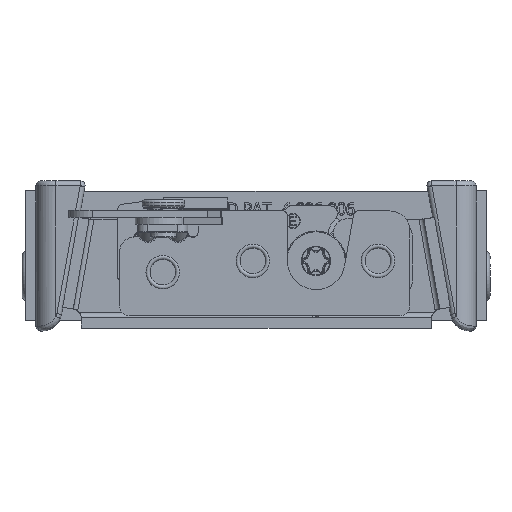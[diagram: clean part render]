
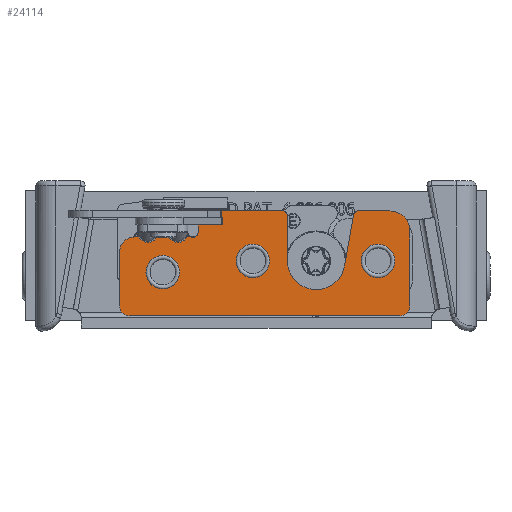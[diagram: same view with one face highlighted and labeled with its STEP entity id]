
A CAD part, top view. The second image highlights one B-rep face of the part: STEP entity #24114.
In plain terms, the highlighted face is planar.
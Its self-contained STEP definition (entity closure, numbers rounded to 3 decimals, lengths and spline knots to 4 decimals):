
#240=ELLIPSE('',#25804,0.2425,0.1715);
#242=ELLIPSE('',#25807,0.2425,0.1715);
#416=FACE_BOUND('',#4462,.T.);
#417=FACE_BOUND('',#4463,.T.);
#418=FACE_BOUND('',#4464,.T.);
#774=PLANE('',#25806);
#2979=FACE_OUTER_BOUND('',#4461,.T.);
#4461=EDGE_LOOP('',(#18590,#18591,#18592,#18593,#18594,#18595,#18596,#18597,
#18598,#18599,#18600,#18601,#18602,#18603,#18604,#18605,#18606,#18607,#18608,
#18609,#18610,#18611,#18612,#18613));
#4462=EDGE_LOOP('',(#18614));
#4463=EDGE_LOOP('',(#18615));
#4464=EDGE_LOOP('',(#18616));
#6302=LINE('',#38112,#8209);
#6303=LINE('',#38116,#8210);
#6304=LINE('',#38118,#8211);
#6305=LINE('',#38120,#8212);
#6306=LINE('',#38124,#8213);
#6307=LINE('',#38128,#8214);
#6308=LINE('',#38132,#8215);
#6309=LINE('',#38136,#8216);
#6310=LINE('',#38140,#8217);
#6311=LINE('',#38144,#8218);
#6312=LINE('',#38148,#8219);
#6313=LINE('',#38152,#8220);
#6314=LINE('',#38155,#8221);
#8209=VECTOR('',#28847,0.3937);
#8210=VECTOR('',#28850,0.3937);
#8211=VECTOR('',#28851,0.3937);
#8212=VECTOR('',#28852,0.3937);
#8213=VECTOR('',#28855,0.3937);
#8214=VECTOR('',#28858,0.3937);
#8215=VECTOR('',#28861,0.3937);
#8216=VECTOR('',#28864,0.3937);
#8217=VECTOR('',#28867,0.3937);
#8218=VECTOR('',#28870,0.3937);
#8219=VECTOR('',#28873,0.3937);
#8220=VECTOR('',#28876,0.3937);
#8221=VECTOR('',#28879,0.3937);
#9428=CIRCLE('',#25808,0.1875);
#9429=CIRCLE('',#25809,0.125);
#9430=CIRCLE('',#25810,0.125);
#9431=CIRCLE('',#25811,0.25);
#9432=CIRCLE('',#25812,0.06);
#9433=CIRCLE('',#25813,0.36);
#9434=CIRCLE('',#25814,0.06);
#9435=CIRCLE('',#25815,0.125);
#9436=CIRCLE('',#25816,0.065);
#9437=CIRCLE('',#25817,0.2);
#9438=CIRCLE('',#25818,0.2);
#9439=CIRCLE('',#25819,0.2);
#10948=VERTEX_POINT('',#37992);
#10953=VERTEX_POINT('',#38056);
#10955=VERTEX_POINT('',#38111);
#10956=VERTEX_POINT('',#38113);
#10957=VERTEX_POINT('',#38115);
#10958=VERTEX_POINT('',#38117);
#10959=VERTEX_POINT('',#38119);
#10960=VERTEX_POINT('',#38121);
#10961=VERTEX_POINT('',#38123);
#10962=VERTEX_POINT('',#38125);
#10963=VERTEX_POINT('',#38127);
#10964=VERTEX_POINT('',#38129);
#10965=VERTEX_POINT('',#38131);
#10966=VERTEX_POINT('',#38133);
#10967=VERTEX_POINT('',#38135);
#10968=VERTEX_POINT('',#38137);
#10969=VERTEX_POINT('',#38139);
#10970=VERTEX_POINT('',#38141);
#10971=VERTEX_POINT('',#38143);
#10972=VERTEX_POINT('',#38145);
#10973=VERTEX_POINT('',#38147);
#10974=VERTEX_POINT('',#38149);
#10975=VERTEX_POINT('',#38151);
#10976=VERTEX_POINT('',#38153);
#10977=VERTEX_POINT('',#38156);
#10978=VERTEX_POINT('',#38158);
#10979=VERTEX_POINT('',#38160);
#13742=EDGE_CURVE('',#10948,#10953,#240,.T.);
#13744=EDGE_CURVE('',#10955,#10948,#6302,.T.);
#13745=EDGE_CURVE('',#10956,#10955,#242,.T.);
#13746=EDGE_CURVE('',#10957,#10956,#6303,.T.);
#13747=EDGE_CURVE('',#10958,#10957,#6304,.T.);
#13748=EDGE_CURVE('',#10959,#10958,#6305,.T.);
#13749=EDGE_CURVE('',#10960,#10959,#9428,.T.);
#13750=EDGE_CURVE('',#10961,#10960,#6306,.T.);
#13751=EDGE_CURVE('',#10962,#10961,#9429,.T.);
#13752=EDGE_CURVE('',#10963,#10962,#6307,.T.);
#13753=EDGE_CURVE('',#10964,#10963,#9430,.T.);
#13754=EDGE_CURVE('',#10965,#10964,#6308,.T.);
#13755=EDGE_CURVE('',#10966,#10965,#9431,.T.);
#13756=EDGE_CURVE('',#10967,#10966,#6309,.T.);
#13757=EDGE_CURVE('',#10968,#10967,#9432,.T.);
#13758=EDGE_CURVE('',#10969,#10968,#6310,.T.);
#13759=EDGE_CURVE('',#10970,#10969,#9433,.T.);
#13760=EDGE_CURVE('',#10971,#10970,#6311,.T.);
#13761=EDGE_CURVE('',#10972,#10971,#9434,.T.);
#13762=EDGE_CURVE('',#10973,#10972,#6312,.T.);
#13763=EDGE_CURVE('',#10974,#10973,#9435,.T.);
#13764=EDGE_CURVE('',#10975,#10974,#6313,.T.);
#13765=EDGE_CURVE('',#10976,#10975,#9436,.T.);
#13766=EDGE_CURVE('',#10953,#10976,#6314,.T.);
#13767=EDGE_CURVE('',#10977,#10977,#9437,.T.);
#13768=EDGE_CURVE('',#10978,#10978,#9438,.T.);
#13769=EDGE_CURVE('',#10979,#10979,#9439,.T.);
#18590=ORIENTED_EDGE('',*,*,#13742,.F.);
#18591=ORIENTED_EDGE('',*,*,#13744,.F.);
#18592=ORIENTED_EDGE('',*,*,#13745,.F.);
#18593=ORIENTED_EDGE('',*,*,#13746,.F.);
#18594=ORIENTED_EDGE('',*,*,#13747,.F.);
#18595=ORIENTED_EDGE('',*,*,#13748,.F.);
#18596=ORIENTED_EDGE('',*,*,#13749,.F.);
#18597=ORIENTED_EDGE('',*,*,#13750,.F.);
#18598=ORIENTED_EDGE('',*,*,#13751,.F.);
#18599=ORIENTED_EDGE('',*,*,#13752,.F.);
#18600=ORIENTED_EDGE('',*,*,#13753,.F.);
#18601=ORIENTED_EDGE('',*,*,#13754,.F.);
#18602=ORIENTED_EDGE('',*,*,#13755,.F.);
#18603=ORIENTED_EDGE('',*,*,#13756,.F.);
#18604=ORIENTED_EDGE('',*,*,#13757,.F.);
#18605=ORIENTED_EDGE('',*,*,#13758,.F.);
#18606=ORIENTED_EDGE('',*,*,#13759,.F.);
#18607=ORIENTED_EDGE('',*,*,#13760,.F.);
#18608=ORIENTED_EDGE('',*,*,#13761,.F.);
#18609=ORIENTED_EDGE('',*,*,#13762,.F.);
#18610=ORIENTED_EDGE('',*,*,#13763,.F.);
#18611=ORIENTED_EDGE('',*,*,#13764,.F.);
#18612=ORIENTED_EDGE('',*,*,#13765,.F.);
#18613=ORIENTED_EDGE('',*,*,#13766,.F.);
#18614=ORIENTED_EDGE('',*,*,#13767,.T.);
#18615=ORIENTED_EDGE('',*,*,#13768,.T.);
#18616=ORIENTED_EDGE('',*,*,#13769,.T.);
#24114=ADVANCED_FACE('',(#2979,#416,#417,#418),#774,.F.);
#25804=AXIS2_PLACEMENT_3D('',#38108,#28841,#28842);
#25806=AXIS2_PLACEMENT_3D('',#38110,#28845,#28846);
#25807=AXIS2_PLACEMENT_3D('',#38114,#28848,#28849);
#25808=AXIS2_PLACEMENT_3D('',#38122,#28853,#28854);
#25809=AXIS2_PLACEMENT_3D('',#38126,#28856,#28857);
#25810=AXIS2_PLACEMENT_3D('',#38130,#28859,#28860);
#25811=AXIS2_PLACEMENT_3D('',#38134,#28862,#28863);
#25812=AXIS2_PLACEMENT_3D('',#38138,#28865,#28866);
#25813=AXIS2_PLACEMENT_3D('',#38142,#28868,#28869);
#25814=AXIS2_PLACEMENT_3D('',#38146,#28871,#28872);
#25815=AXIS2_PLACEMENT_3D('',#38150,#28874,#28875);
#25816=AXIS2_PLACEMENT_3D('',#38154,#28877,#28878);
#25817=AXIS2_PLACEMENT_3D('',#38157,#28880,#28881);
#25818=AXIS2_PLACEMENT_3D('',#38159,#28882,#28883);
#25819=AXIS2_PLACEMENT_3D('',#38161,#28884,#28885);
#28841=DIRECTION('center_axis',(0.,0.,-1.));
#28842=DIRECTION('ref_axis',(0.,-1.,0.));
#28845=DIRECTION('center_axis',(0.,0.,1.));
#28846=DIRECTION('ref_axis',(1.,0.,0.));
#28847=DIRECTION('',(-1.,0.,0.));
#28848=DIRECTION('center_axis',(0.,0.,-1.));
#28849=DIRECTION('ref_axis',(0.,-1.,0.));
#28850=DIRECTION('',(-1.,0.,0.));
#28851=DIRECTION('',(0.,1.,0.));
#28852=DIRECTION('',(-1.,0.,0.));
#28853=DIRECTION('center_axis',(0.,0.,1.));
#28854=DIRECTION('ref_axis',(0.707,0.707,0.));
#28855=DIRECTION('',(0.,1.,0.));
#28856=DIRECTION('center_axis',(0.,0.,1.));
#28857=DIRECTION('ref_axis',(0.707,-0.707,0.));
#28858=DIRECTION('',(1.,0.,0.));
#28859=DIRECTION('center_axis',(0.,0.,1.));
#28860=DIRECTION('ref_axis',(-0.707,-0.707,0.));
#28861=DIRECTION('',(0.,-1.,0.));
#28862=DIRECTION('center_axis',(0.,0.,1.));
#28863=DIRECTION('ref_axis',(-0.707,0.707,0.));
#28864=DIRECTION('',(-1.,0.,0.));
#28865=DIRECTION('center_axis',(0.,0.,1.));
#28866=DIRECTION('ref_axis',(0.643,0.766,0.));
#28867=DIRECTION('',(-0.174,0.985,0.));
#28868=DIRECTION('center_axis',(0.,0.,-1.));
#28869=DIRECTION('ref_axis',(0.985,0.174,0.));
#28870=DIRECTION('',(0.,-1.,0.));
#28871=DIRECTION('center_axis',(0.,0.,1.));
#28872=DIRECTION('ref_axis',(-0.707,0.707,0.));
#28873=DIRECTION('',(-1.,0.,0.));
#28874=DIRECTION('center_axis',(0.,0.,1.));
#28875=DIRECTION('ref_axis',(0.707,0.707,0.));
#28876=DIRECTION('',(0.,1.,0.));
#28877=DIRECTION('center_axis',(0.,0.,-1.));
#28878=DIRECTION('ref_axis',(1.,0.,0.));
#28879=DIRECTION('',(-1.,0.,0.));
#28880=DIRECTION('center_axis',(0.,0.,1.));
#28881=DIRECTION('ref_axis',(-1.,0.,0.));
#28882=DIRECTION('center_axis',(0.,0.,1.));
#28883=DIRECTION('ref_axis',(-1.,0.,0.));
#28884=DIRECTION('center_axis',(0.,0.,1.));
#28885=DIRECTION('ref_axis',(-1.,0.,0.));
#37992=CARTESIAN_POINT('',(1.8518,0.304,-0.089));
#38056=CARTESIAN_POINT('',(1.6082,0.304,-0.089));
#38108=CARTESIAN_POINT('Origin',(1.73,0.4747,-0.089));
#38110=CARTESIAN_POINT('Origin',(0.5612,-0.067,
-0.089));
#38111=CARTESIAN_POINT('',(1.9832,0.304,-0.089));
#38112=CARTESIAN_POINT('',(1.0831,0.304,-0.089));
#38113=CARTESIAN_POINT('',(2.2268,0.304,-0.089));
#38114=CARTESIAN_POINT('Origin',(2.105,0.4747,-0.089));
#38115=CARTESIAN_POINT('',(2.23,0.304,-0.089));
#38116=CARTESIAN_POINT('',(1.0831,0.304,-0.089));
#38117=CARTESIAN_POINT('',(2.23,0.299,-0.089));
#38118=CARTESIAN_POINT('',(2.23,0.299,-0.089));
#38119=CARTESIAN_POINT('',(2.2715,0.299,-0.089));
#38120=CARTESIAN_POINT('',(2.459,0.299,-0.089));
#38121=CARTESIAN_POINT('',(2.459,0.1115,-0.089));
#38122=CARTESIAN_POINT('Origin',(2.2715,0.1115,-0.089));
#38123=CARTESIAN_POINT('',(2.459,-0.56,-0.089));
#38124=CARTESIAN_POINT('',(2.459,-0.685,-0.089));
#38125=CARTESIAN_POINT('',(2.334,-0.685,-0.089));
#38126=CARTESIAN_POINT('Origin',(2.334,-0.56,-0.089));
#38127=CARTESIAN_POINT('',(-1.046,-0.685,-0.089));
#38128=CARTESIAN_POINT('',(-1.171,-0.685,-0.089));
#38129=CARTESIAN_POINT('',(-1.171,-0.56,-0.089));
#38130=CARTESIAN_POINT('Origin',(-1.046,-0.56,-0.089));
#38131=CARTESIAN_POINT('',(-1.171,0.375,-0.089));
#38132=CARTESIAN_POINT('',(-1.171,0.625,-0.089));
#38133=CARTESIAN_POINT('',(-0.921,0.625,-0.089));
#38134=CARTESIAN_POINT('Origin',(-0.921,0.375,-0.089));
#38135=CARTESIAN_POINT('',(-0.5261,0.625,-0.089));
#38136=CARTESIAN_POINT('',(-0.4758,0.625,-0.089));
#38137=CARTESIAN_POINT('',(-0.467,0.5754,-0.089));
#38138=CARTESIAN_POINT('Origin',(-0.5261,0.565,-0.089));
#38139=CARTESIAN_POINT('',(-0.3545,-0.0625,-0.089));
#38140=CARTESIAN_POINT('',(-0.3545,-0.0625,-0.089));
#38141=CARTESIAN_POINT('',(0.36,0.,-0.089));
#38142=CARTESIAN_POINT('Origin',(0.,0.,-0.089));
#38143=CARTESIAN_POINT('',(0.36,0.565,-0.089));
#38144=CARTESIAN_POINT('',(0.36,0.625,-0.089));
#38145=CARTESIAN_POINT('',(0.42,0.625,-0.089));
#38146=CARTESIAN_POINT('Origin',(0.42,0.565,-0.089));
#38147=CARTESIAN_POINT('',(1.35,0.625,-0.089));
#38148=CARTESIAN_POINT('',(1.475,0.625,-0.089));
#38149=CARTESIAN_POINT('',(1.475,0.5,-0.089));
#38150=CARTESIAN_POINT('Origin',(1.35,0.5,-0.089));
#38151=CARTESIAN_POINT('',(1.475,0.36,-0.089));
#38152=CARTESIAN_POINT('',(1.475,0.36,-0.089));
#38153=CARTESIAN_POINT('',(1.573,0.304,-0.089));
#38154=CARTESIAN_POINT('Origin',(1.54,0.36,-0.089));
#38155=CARTESIAN_POINT('',(1.0831,0.304,-0.089));
#38156=CARTESIAN_POINT('',(-0.571,0.,-0.089));
#38157=CARTESIAN_POINT('Origin',(-0.771,0.,-0.089));
#38158=CARTESIAN_POINT('',(0.993,0.,-0.089));
#38159=CARTESIAN_POINT('Origin',(0.793,0.,-0.089));
#38160=CARTESIAN_POINT('',(2.118,-0.141,-0.089));
#38161=CARTESIAN_POINT('Origin',(1.918,-0.141,-0.089));
